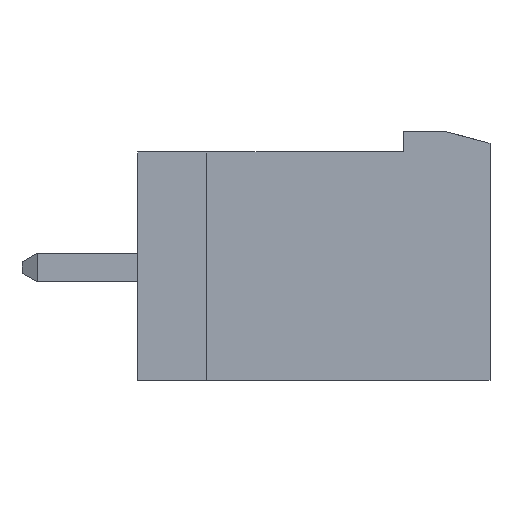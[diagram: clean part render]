
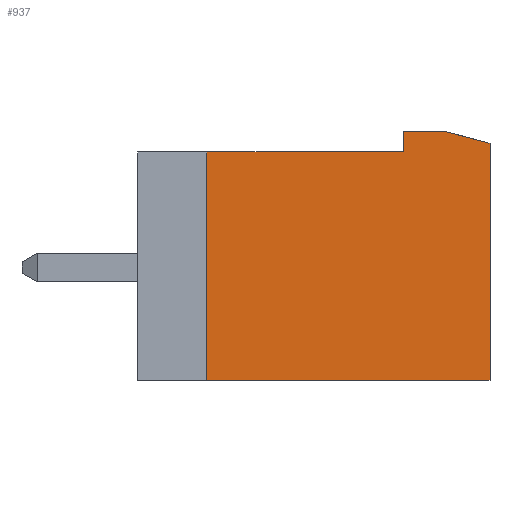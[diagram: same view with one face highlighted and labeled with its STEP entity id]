
A CAD part, front view. The second image highlights one B-rep face of the part: STEP entity #937.
In plain terms, the highlighted planar face has unit normal (0, -1, 0).
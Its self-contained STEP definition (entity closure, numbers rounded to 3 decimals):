
#937 = ADVANCED_FACE( '', ( #1998 ), #1999, .F. );
#1998 = FACE_OUTER_BOUND( '', #3172, .T. );
#1999 = PLANE( '', #3173 );
#3172 = EDGE_LOOP( '', ( #5918, #5919, #5920, #5921, #5922, #5923, #5924 ) );
#3173 = AXIS2_PLACEMENT_3D( '', #5925, #5926, #5927 );
#5918 = ORIENTED_EDGE( '', *, *, #7955, .T. );
#5919 = ORIENTED_EDGE( '', *, *, #7000, .T. );
#5920 = ORIENTED_EDGE( '', *, *, #7942, .T. );
#5921 = ORIENTED_EDGE( '', *, *, #7129, .T. );
#5922 = ORIENTED_EDGE( '', *, *, #7956, .T. );
#5923 = ORIENTED_EDGE( '', *, *, #7226, .T. );
#5924 = ORIENTED_EDGE( '', *, *, #7949, .T. );
#5925 = CARTESIAN_POINT( '', ( 0., -56.88, 180.7 ) );
#5926 = DIRECTION( '', ( 0., 1., 0. ) );
#5927 = DIRECTION( '', ( -1., 0., 0. ) );
#7000 = EDGE_CURVE( '', #8431, #8429, #8432, .T. );
#7129 = EDGE_CURVE( '', #8650, #8648, #8651, .T. );
#7226 = EDGE_CURVE( '', #8817, #8815, #8818, .T. );
#7942 = EDGE_CURVE( '', #8429, #8650, #9812, .T. );
#7949 = EDGE_CURVE( '', #8815, #9819, #9821, .T. );
#7955 = EDGE_CURVE( '', #9819, #8431, #9827, .T. );
#7956 = EDGE_CURVE( '', #8648, #8817, #9828, .T. );
#8429 = VERTEX_POINT( '', #10454 );
#8431 = VERTEX_POINT( '', #10457 );
#8432 = LINE( '', #10458, #10459 );
#8648 = VERTEX_POINT( '', #10776 );
#8650 = VERTEX_POINT( '', #10779 );
#8651 = LINE( '', #10780, #10781 );
#8815 = VERTEX_POINT( '', #11032 );
#8817 = VERTEX_POINT( '', #11035 );
#8818 = LINE( '', #11036, #11037 );
#9812 = LINE( '', #12531, #12532 );
#9819 = VERTEX_POINT( '', #12542 );
#9821 = LINE( '', #12545, #12546 );
#9827 = LINE( '', #12553, #12554 );
#9828 = LINE( '', #12555, #12556 );
#10454 = CARTESIAN_POINT( '', ( -6.8, -56.88, 180. ) );
#10457 = CARTESIAN_POINT( '', ( 0., -56.88, 180. ) );
#10458 = CARTESIAN_POINT( '', ( -6.8, -56.88, 180. ) );
#10459 = VECTOR( '', #12929, 1000. );
#10776 = CARTESIAN_POINT( '', ( 3., -56.88, 172.1 ) );
#10779 = CARTESIAN_POINT( '', ( -6.8, -56.88, 172.1 ) );
#10780 = CARTESIAN_POINT( '', ( 3., -56.88, 172.1 ) );
#10781 = VECTOR( '', #13041, 1000. );
#11032 = CARTESIAN_POINT( '', ( 1.507, -56.88, 180.7 ) );
#11035 = CARTESIAN_POINT( '', ( 3., -56.88, 180.3 ) );
#11036 = CARTESIAN_POINT( '', ( 1.507, -56.88, 180.7 ) );
#11037 = VECTOR( '', #13130, 1000. );
#12531 = CARTESIAN_POINT( '', ( -6.8, -56.88, 172.1 ) );
#12532 = VECTOR( '', #13703, 1000. );
#12542 = CARTESIAN_POINT( '', ( 0., -56.88, 180.7 ) );
#12545 = CARTESIAN_POINT( '', ( 0., -56.88, 180.7 ) );
#12546 = VECTOR( '', #13708, 1000. );
#12553 = CARTESIAN_POINT( '', ( 0., -56.88, 180.2 ) );
#12554 = VECTOR( '', #13710, 1000. );
#12555 = CARTESIAN_POINT( '', ( 3., -56.88, 180.3 ) );
#12556 = VECTOR( '', #13711, 1000. );
#12929 = DIRECTION( '', ( -1., 0., 0. ) );
#13041 = DIRECTION( '', ( 1., 0., 0. ) );
#13130 = DIRECTION( '', ( -0.966, 0., 0.259 ) );
#13703 = DIRECTION( '', ( 0., 0., -1. ) );
#13708 = DIRECTION( '', ( -1., 0., 0. ) );
#13710 = DIRECTION( '', ( 0., 0., -1. ) );
#13711 = DIRECTION( '', ( 0., 0., 1. ) );
